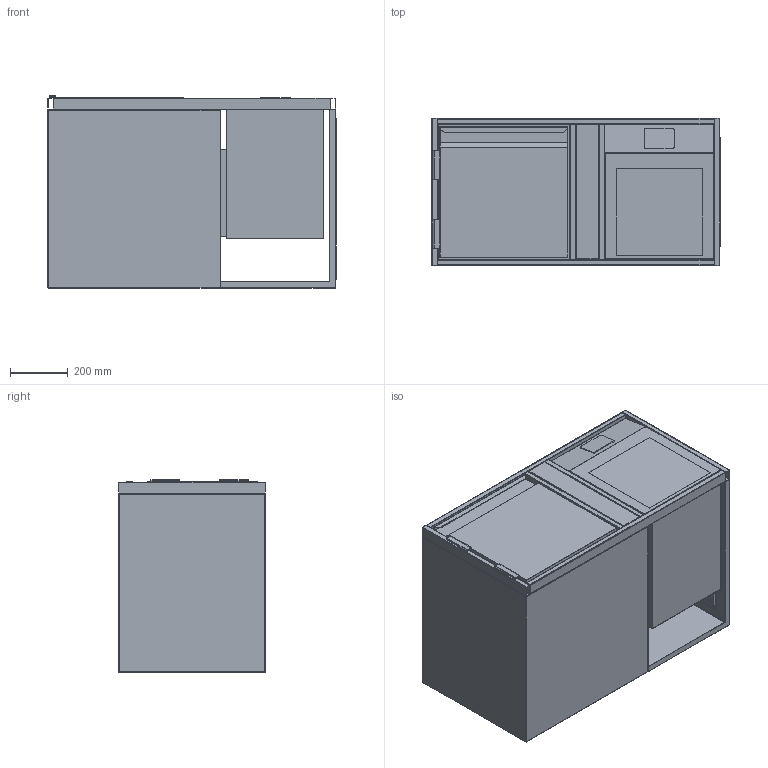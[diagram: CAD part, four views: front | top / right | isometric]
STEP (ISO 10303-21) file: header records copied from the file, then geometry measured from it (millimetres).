
FILE_DESCRIPTION (( 'STEP AP214' ), '1' );
FILE_NAME ('UTKE-1-51-R-1T.step', '2024-11-06T14:57:42', ( '' ), ( '' ), 'SwSTEP 2.0', 'SolidWorks 2023', '' );
FILE_SCHEMA (( 'AUTOMOTIVE_DESIGN' ));
Length unit declared in the file: millimetre
Products named in the file (9): 24-02-55011_G-TK-Fach-S-R-400-660-510; 23-10-54612_G-TK-Korpus-600-660-510-R; 24-01-54902_TK-TUER-445-455-L; 20-03-43331_G-KT-Auflage-400-660-Ohne-Rost; 21-11-50307_G-TK-FRR-510-1000--600B-1SV80-400; 20-03-43331_G-KT-Auflage-400-660-mit-Rost; 24-01-54896_G-TK-Rahmen-Tür-460-510; 24-01-54895_G-TK-Einbauelement-Tür-460-660-510-L; UTKE-1-51-R-1T
Assembly tree (8 placements, depth 3):
  UTKE-1-51-R-1T
    23-10-54612_G-TK-Korpus-600-660-510-R
    21-11-50307_G-TK-FRR-510-1000--600B-1SV80-400
    24-02-55011_G-TK-Fach-S-R-400-660-510
    24-01-54895_G-TK-Einbauelement-Tür-460-660-510-L
      24-01-54896_G-TK-Rahmen-Tür-460-510
      24-01-54902_TK-TUER-445-455-L
      20-03-43331_G-KT-Auflage-400-660-Ohne-Rost
      20-03-43331_G-KT-Auflage-400-660-mit-Rost
Bounding box: 1001 x 510 x 667.5 mm (x, y, z)
Volume: 109759376.2 mm3; surface area: 8018151.5 mm2
Topology: 22 solids, 22 shells, 990 faces, 2620 edges, 1664 vertices
Faces by surface type: cylinder 578, plane 359, sphere 22, torus 16, bspline 15
Entity records: 32398 total; most frequent: CARTESIAN_POINT 6091, DIRECTION 5597, ORIENTED_EDGE 5200, EDGE_CURVE 2600, AXIS2_PLACEMENT_3D 2080, VERTEX_POINT 1664, VECTOR 1437, LINE 1437
